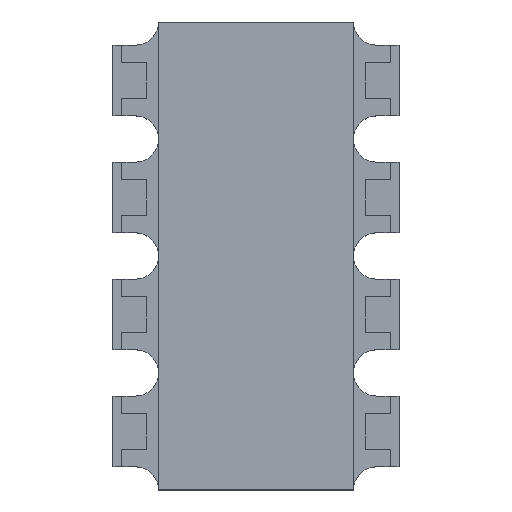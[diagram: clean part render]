
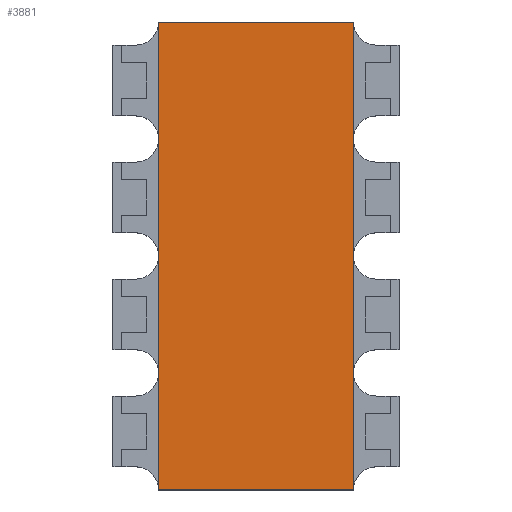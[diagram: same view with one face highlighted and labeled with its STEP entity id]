
A CAD part, top view. The second image highlights one B-rep face of the part: STEP entity #3881.
In plain terms, the highlighted planar face has unit normal (0, 0, 1).
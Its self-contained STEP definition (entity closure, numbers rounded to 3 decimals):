
#63=FACE_OUTER_BOUND($,#283,.T.);
#283=EDGE_LOOP($,(#2523,#2524,#2525,#2526));
#503=LINE($,#5408,#1045);
#504=LINE($,#5410,#1046);
#505=LINE($,#5412,#1047);
#506=LINE($,#5413,#1048);
#1045=VECTOR($,#4372,5.23);
#1046=VECTOR($,#4373,2.18);
#1047=VECTOR($,#4374,5.23);
#1048=VECTOR($,#4375,2.18);
#1587=VERTEX_POINT($,#5406);
#1588=VERTEX_POINT($,#5407);
#1589=VERTEX_POINT($,#5409);
#1590=VERTEX_POINT($,#5411);
#1955=EDGE_CURVE($,#1587,#1588,#503,.T.);
#1956=EDGE_CURVE($,#1588,#1589,#504,.T.);
#1957=EDGE_CURVE($,#1589,#1590,#505,.T.);
#1958=EDGE_CURVE($,#1590,#1587,#506,.T.);
#2523=ORIENTED_EDGE($,*,*,#1955,.T.);
#2524=ORIENTED_EDGE($,*,*,#1956,.T.);
#2525=ORIENTED_EDGE($,*,*,#1957,.T.);
#2526=ORIENTED_EDGE($,*,*,#1958,.T.);
#3671=PLANE($,#4122);
#3881=ADVANCED_FACE($,(#63),#3671,.T.);
#4122=AXIS2_PLACEMENT_3D($,#5405,#4370,#4371);
#4370=DIRECTION('center_axis',(0.,0.,1.));
#4371=DIRECTION('ref_axis',(-1.,0.,0.));
#4372=DIRECTION($,(0.,-1.,0.));
#4373=DIRECTION($,(1.,0.,0.));
#4374=DIRECTION($,(0.,1.,0.));
#4375=DIRECTION($,(-1.,0.,0.));
#5405=CARTESIAN_POINT('Origin',(-0.64,-1.015,0.7));
#5406=CARTESIAN_POINT('',(-1.09,2.615,0.7));
#5407=CARTESIAN_POINT('',(-1.09,-2.615,0.7));
#5408=CARTESIAN_POINT($,(-1.09,-1.015,0.7));
#5409=CARTESIAN_POINT('',(1.09,-2.615,0.7));
#5410=CARTESIAN_POINT($,(-0.64,-2.615,0.7));
#5411=CARTESIAN_POINT('',(1.09,2.615,0.7));
#5412=CARTESIAN_POINT($,(1.09,-1.015,0.7));
#5413=CARTESIAN_POINT($,(-0.64,2.615,0.7));
